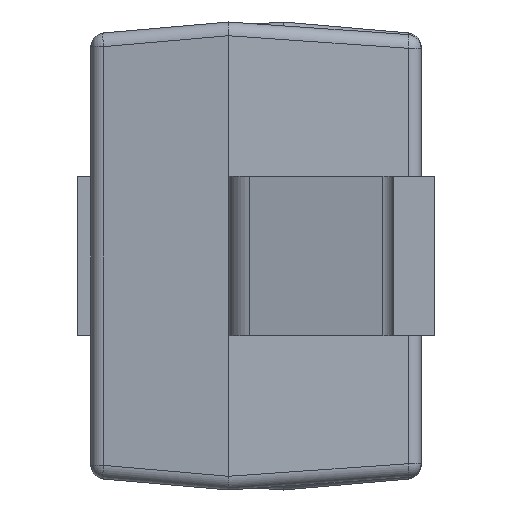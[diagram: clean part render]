
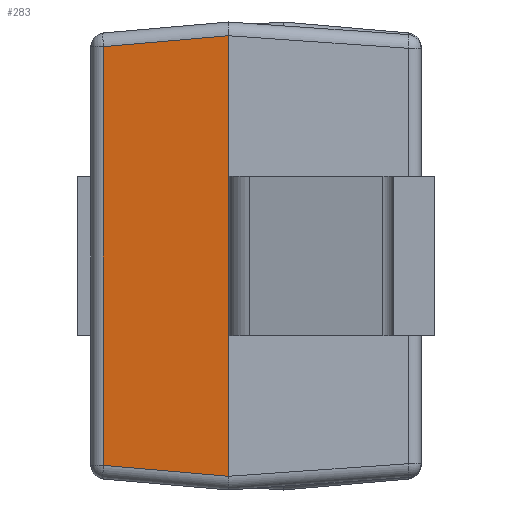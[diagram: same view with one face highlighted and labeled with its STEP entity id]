
A CAD part, left-side view. The second image highlights one B-rep face of the part: STEP entity #283.
In plain terms, the highlighted planar face has unit normal (-0.996, 0.087, 0).
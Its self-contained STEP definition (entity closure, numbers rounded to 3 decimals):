
#54 = AXIS2_PLACEMENT_3D ( 'NONE', #911, #599, #1636 ) ;
#66 = EDGE_CURVE ( 'NONE', #981, #540, #1647, .T. ) ;
#197 = CARTESIAN_POINT ( 'NONE',  ( -1.4, 0., -0.8 ) ) ;
#254 = ORIENTED_EDGE ( 'NONE', *, *, #893, .T. ) ;
#271 = EDGE_CURVE ( 'NONE', #540, #294, #613, .T. ) ;
#279 = CARTESIAN_POINT ( 'NONE',  ( -1.36, 0.454, 0.76 ) ) ;
#283 = ADVANCED_FACE ( 'NONE', ( #935 ), #1628, .T. ) ;
#294 = VERTEX_POINT ( 'NONE', #197 ) ;
#295 = CARTESIAN_POINT ( 'NONE',  ( -1.388, 0.142, 0.788 ) ) ;
#347 = DIRECTION ( 'NONE',  ( 0., 0., 1. ) ) ;
#358 = EDGE_CURVE ( 'NONE', #294, #1882, #787, .T. ) ;
#369 = ORIENTED_EDGE ( 'NONE', *, *, #66, .T. ) ;
#374 = CARTESIAN_POINT ( 'NONE',  ( -1.36, 0.454, -0.806 ) ) ;
#385 = CARTESIAN_POINT ( 'NONE',  ( -1.4, 0., -0.85 ) ) ;
#449 = CARTESIAN_POINT ( 'NONE',  ( -1.4, 0., -0.8 ) ) ;
#540 = VERTEX_POINT ( 'NONE', #449 ) ;
#551 = EDGE_CURVE ( 'NONE', #1052, #863, #1043, .T. ) ;
#599 = DIRECTION ( 'NONE',  ( -0.996, 0.087, 0. ) ) ;
#613 = LINE ( 'NONE', #775, #1304 ) ;
#715 = CARTESIAN_POINT ( 'NONE',  ( -1.36, 0.454, -0.76 ) ) ;
#726 = ORIENTED_EDGE ( 'NONE', *, *, #271, .T. ) ;
#739 = DIRECTION ( 'NONE',  ( 0.087, 0.992, -0.087 ) ) ;
#775 = CARTESIAN_POINT ( 'NONE',  ( -1.4, 0., -0.85 ) ) ;
#787 = LINE ( 'NONE', #1358, #979 ) ;
#863 = VERTEX_POINT ( 'NONE', #279 ) ;
#879 = VECTOR ( 'NONE', #739, 1000. ) ;
#893 = EDGE_CURVE ( 'NONE', #863, #981, #1690, .T. ) ;
#911 = CARTESIAN_POINT ( 'NONE',  ( -1.4, 0., -0.85 ) ) ;
#924 = CARTESIAN_POINT ( 'NONE',  ( -1.4, 0., 0.8 ) ) ;
#935 = FACE_OUTER_BOUND ( 'NONE', #1008, .T. ) ;
#954 = CARTESIAN_POINT ( 'NONE',  ( -1.4, 0., 0.8 ) ) ;
#961 = DIRECTION ( 'NONE',  ( 0., 0., -1. ) ) ;
#979 = VECTOR ( 'NONE', #347, 1000. ) ;
#981 = VERTEX_POINT ( 'NONE', #715 ) ;
#1008 = EDGE_LOOP ( 'NONE', ( #1759, #1577, #254, #369, #726, #1853 ) ) ;
#1043 = LINE ( 'NONE', #295, #879 ) ;
#1052 = VERTEX_POINT ( 'NONE', #924 ) ;
#1074 = CARTESIAN_POINT ( 'NONE',  ( -1.4, -0.004, -0.801 ) ) ;
#1304 = VECTOR ( 'NONE', #1371, 1000. ) ;
#1357 = DIRECTION ( 'NONE',  ( -0.087, -0.992, -0.087 ) ) ;
#1358 = CARTESIAN_POINT ( 'NONE',  ( -1.4, 0., -0.85 ) ) ;
#1371 = DIRECTION ( 'NONE',  ( 0., 0., 1. ) ) ;
#1398 = VECTOR ( 'NONE', #961, 1000. ) ;
#1406 = DIRECTION ( 'NONE',  ( 0., 0., 1. ) ) ;
#1577 = ORIENTED_EDGE ( 'NONE', *, *, #551, .T. ) ;
#1628 = PLANE ( 'NONE',  #54 ) ;
#1636 = DIRECTION ( 'NONE',  ( -0.087, -0.996, 0. ) ) ;
#1647 = LINE ( 'NONE', #1074, #1894 ) ;
#1690 = LINE ( 'NONE', #374, #1398 ) ;
#1759 = ORIENTED_EDGE ( 'NONE', *, *, #1819, .T. ) ;
#1799 = VECTOR ( 'NONE', #1406, 1000. ) ;
#1819 = EDGE_CURVE ( 'NONE', #1882, #1052, #1827, .T. ) ;
#1827 = LINE ( 'NONE', #385, #1799 ) ;
#1853 = ORIENTED_EDGE ( 'NONE', *, *, #358, .T. ) ;
#1882 = VERTEX_POINT ( 'NONE', #954 ) ;
#1894 = VECTOR ( 'NONE', #1357, 1000. ) ;
